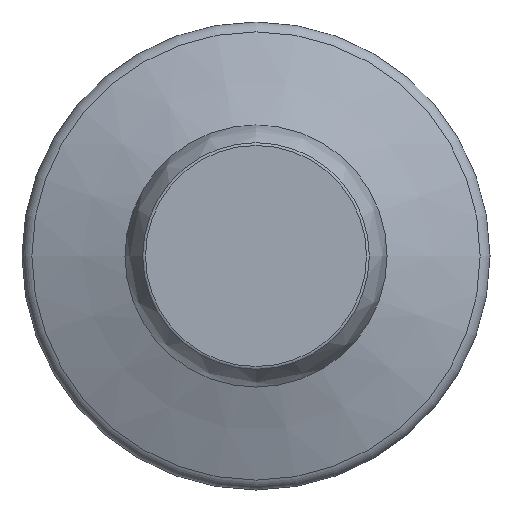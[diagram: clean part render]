
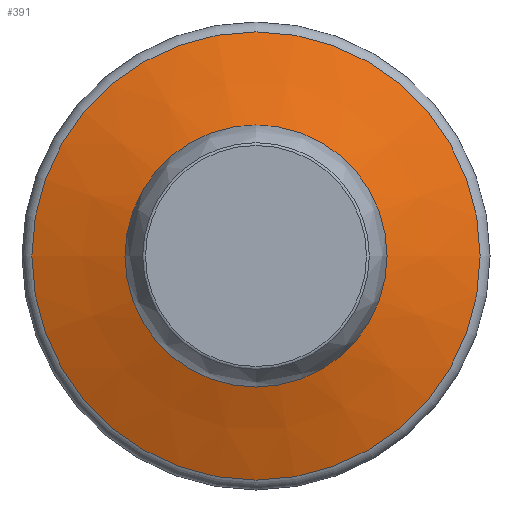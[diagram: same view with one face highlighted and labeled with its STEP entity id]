
A CAD part, front view. The second image highlights one B-rep face of the part: STEP entity #391.
In plain terms, the highlighted conical face has half-angle 70 degrees and reference radius 9.25 mm.
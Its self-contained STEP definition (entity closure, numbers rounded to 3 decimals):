
#16=CONICAL_SURFACE('',#474,9.25,1.222);
#49=FACE_OUTER_BOUND('',#72,.T.);
#72=EDGE_LOOP('',(#322,#323,#324,#325,#326,#327));
#83=LINE('',#757,#91);
#91=VECTOR('',#608,9.25);
#129=CIRCLE('',#471,6.658);
#131=CIRCLE('',#473,6.658);
#132=CIRCLE('',#475,11.974);
#133=CIRCLE('',#476,11.974);
#169=VERTEX_POINT('',#750);
#170=VERTEX_POINT('',#751);
#171=VERTEX_POINT('',#756);
#172=VERTEX_POINT('',#758);
#220=EDGE_CURVE('',#169,#170,#129,.T.);
#222=EDGE_CURVE('',#170,#169,#131,.T.);
#223=EDGE_CURVE('',#169,#171,#83,.T.);
#224=EDGE_CURVE('',#172,#171,#132,.T.);
#225=EDGE_CURVE('',#171,#172,#133,.T.);
#322=ORIENTED_EDGE('',*,*,#220,.F.);
#323=ORIENTED_EDGE('',*,*,#223,.T.);
#324=ORIENTED_EDGE('',*,*,#224,.F.);
#325=ORIENTED_EDGE('',*,*,#225,.F.);
#326=ORIENTED_EDGE('',*,*,#223,.F.);
#327=ORIENTED_EDGE('',*,*,#222,.F.);
#391=ADVANCED_FACE('',(#49),#16,.T.);
#471=AXIS2_PLACEMENT_3D('',#752,#600,#601);
#473=AXIS2_PLACEMENT_3D('',#754,#604,#605);
#474=AXIS2_PLACEMENT_3D('',#755,#606,#607);
#475=AXIS2_PLACEMENT_3D('',#759,#609,#610);
#476=AXIS2_PLACEMENT_3D('',#760,#611,#612);
#600=DIRECTION('center_axis',(0.,-1.,0.));
#601=DIRECTION('ref_axis',(-1.,0.,0.));
#604=DIRECTION('center_axis',(0.,-1.,0.));
#605=DIRECTION('ref_axis',(-1.,0.,0.));
#606=DIRECTION('center_axis',(0.,1.,0.));
#607=DIRECTION('ref_axis',(1.,0.,0.));
#608=DIRECTION('',(-0.94,0.342,0.));
#609=DIRECTION('center_axis',(0.,1.,0.));
#610=DIRECTION('ref_axis',(-1.,0.,0.));
#611=DIRECTION('center_axis',(0.,1.,0.));
#612=DIRECTION('ref_axis',(-1.,0.,0.));
#750=CARTESIAN_POINT('',(-6.658,34.274,0.));
#751=CARTESIAN_POINT('',(0.,34.274,6.658));
#752=CARTESIAN_POINT('Origin',(0.,34.274,0.));
#754=CARTESIAN_POINT('Origin',(0.,34.274,0.));
#755=CARTESIAN_POINT('Origin',(0.,35.217,0.));
#756=CARTESIAN_POINT('',(-11.974,36.208,0.));
#757=CARTESIAN_POINT('',(-9.25,35.217,0.));
#758=CARTESIAN_POINT('',(0.,36.208,11.974));
#759=CARTESIAN_POINT('Origin',(0.,36.208,0.));
#760=CARTESIAN_POINT('Origin',(0.,36.208,0.));
